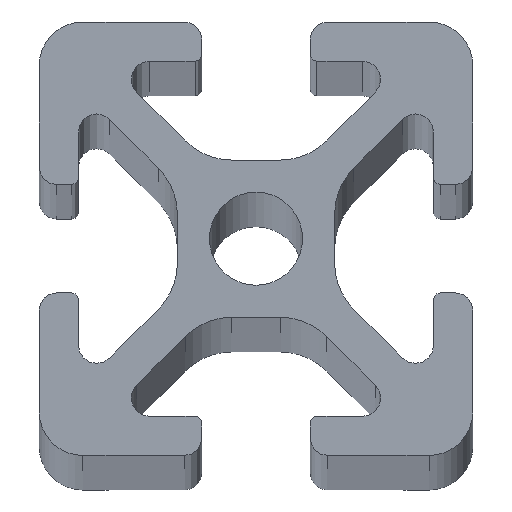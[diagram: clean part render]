
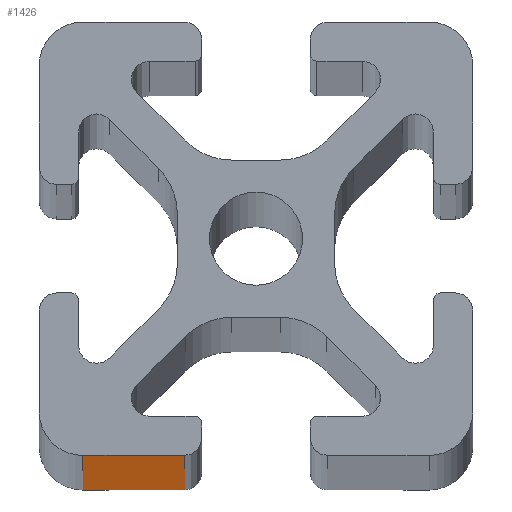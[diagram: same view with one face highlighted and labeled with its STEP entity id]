
A CAD part, top view. The second image highlights one B-rep face of the part: STEP entity #1426.
In plain terms, the highlighted planar face has unit normal (0, -1, 0).
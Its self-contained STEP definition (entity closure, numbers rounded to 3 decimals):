
#15 = ORIENTED_EDGE ( 'NONE', *, *, #1137, .T. ) ;
#16 = ORIENTED_EDGE ( 'NONE', *, *, #1343, .F. ) ;
#17 = ORIENTED_EDGE ( 'NONE', *, *, #1138, .F. ) ;
#18 = ORIENTED_EDGE ( 'NONE', *, *, #1224, .T. ) ;
#206 = EDGE_LOOP ( 'NONE', ( #18, #17, #16, #15 ) ) ;
#262 = LINE ( 'NONE', #495, #267 ) ;
#264 = LINE ( 'NONE', #493, #269 ) ;
#267 = VECTOR ( 'NONE', #492, 1000. ) ;
#269 = VECTOR ( 'NONE', #490, 1000. ) ;
#465 = VERTEX_POINT ( 'NONE', #626 ) ;
#474 = VERTEX_POINT ( 'NONE', #623 ) ;
#490 = DIRECTION ( 'NONE',  ( 0., 0., -1. ) ) ;
#492 = DIRECTION ( 'NONE',  ( 0., 0., -1. ) ) ;
#493 = CARTESIAN_POINT ( 'NONE',  ( -3.289, -9.995, 457.2 ) ) ;
#495 = CARTESIAN_POINT ( 'NONE',  ( -7.988, -9.995, 457.2 ) ) ;
#578 = CARTESIAN_POINT ( 'NONE',  ( -7.988, -9.995, -457.2 ) ) ;
#580 = CARTESIAN_POINT ( 'NONE',  ( -3.289, -9.995, -457.2 ) ) ;
#623 = CARTESIAN_POINT ( 'NONE',  ( -3.289, -9.995, 457.2 ) ) ;
#626 = CARTESIAN_POINT ( 'NONE',  ( -7.988, -9.995, 457.2 ) ) ;
#705 = VERTEX_POINT ( 'NONE', #580 ) ;
#707 = VERTEX_POINT ( 'NONE', #578 ) ;
#911 = AXIS2_PLACEMENT_3D ( 'NONE', #1694, #1688, #1687 ) ;
#1137 = EDGE_CURVE ( 'NONE', #465, #707, #262, .T. ) ;
#1138 = EDGE_CURVE ( 'NONE', #474, #705, #264, .T. ) ;
#1224 = EDGE_CURVE ( 'NONE', #707, #705, #2633, .T. ) ;
#1343 = EDGE_CURVE ( 'NONE', #465, #474, #2302, .T. ) ;
#1426 = ADVANCED_FACE ( 'NONE', ( #2344 ), #1691, .F. ) ;
#1687 = DIRECTION ( 'NONE',  ( -1., 0., 0. ) ) ;
#1688 = DIRECTION ( 'NONE',  ( 0., 1., 0. ) ) ;
#1691 = PLANE ( 'NONE',  #911 ) ;
#1694 = CARTESIAN_POINT ( 'NONE',  ( -7.988, -9.995, 457.2 ) ) ;
#1746 = DIRECTION ( 'NONE',  ( 1., 0., 0. ) ) ;
#1748 = CARTESIAN_POINT ( 'NONE',  ( -7.988, -9.995, 457.2 ) ) ;
#1836 = DIRECTION ( 'NONE',  ( 1., 0., 0. ) ) ;
#1840 = CARTESIAN_POINT ( 'NONE',  ( -7.988, -9.995, -457.2 ) ) ;
#2302 = LINE ( 'NONE', #1748, #2316 ) ;
#2316 = VECTOR ( 'NONE', #1746, 1000. ) ;
#2344 = FACE_OUTER_BOUND ( 'NONE', #206, .T. ) ;
#2633 = LINE ( 'NONE', #1840, #2637 ) ;
#2637 = VECTOR ( 'NONE', #1836, 1000. ) ;
